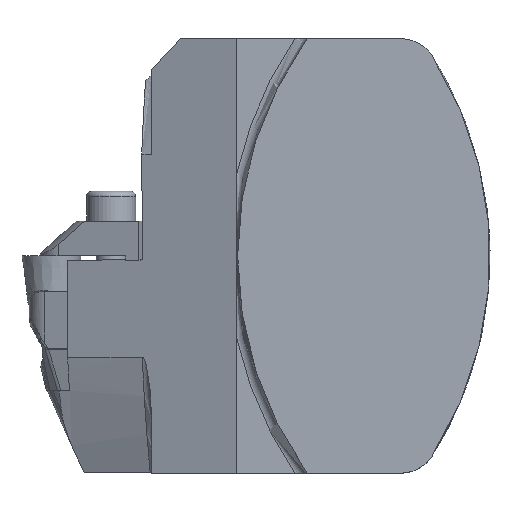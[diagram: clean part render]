
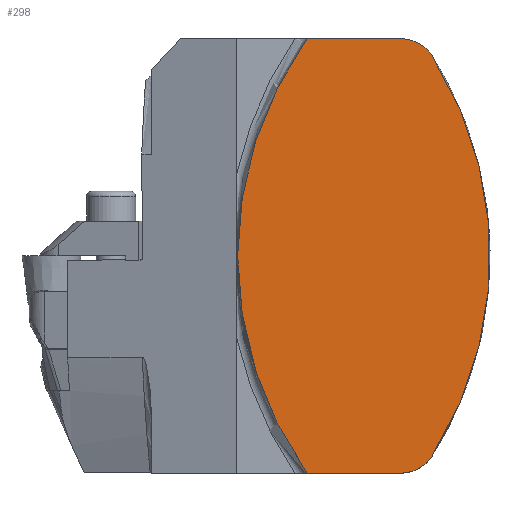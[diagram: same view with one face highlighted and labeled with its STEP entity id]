
A CAD part, top view. The second image highlights one B-rep face of the part: STEP entity #298.
In plain terms, the highlighted planar face has unit normal (0, 0, 1).
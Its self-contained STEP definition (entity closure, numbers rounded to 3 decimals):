
#203=CIRCLE('',#1990,60.25);
#208=CIRCLE('',#1999,60.25);
#210=CIRCLE('',#2002,6.);
#212=CIRCLE('',#2005,6.);
#298=ADVANCED_FACE('',(#455),#383,.T.);
#383=PLANE('',#2075);
#455=FACE_OUTER_BOUND('',#559,.T.);
#559=EDGE_LOOP('',(#1176,#1177,#1178,#1179,#1180,#1181));
#625=LINE('',#2759,#766);
#635=LINE('',#2803,#776);
#766=VECTOR('',#2218,1.);
#776=VECTOR('',#2232,1.);
#1176=ORIENTED_EDGE('',*,*,#1625,.F.);
#1177=ORIENTED_EDGE('',*,*,#1640,.F.);
#1178=ORIENTED_EDGE('',*,*,#1607,.T.);
#1179=ORIENTED_EDGE('',*,*,#1642,.F.);
#1180=ORIENTED_EDGE('',*,*,#1613,.T.);
#1181=ORIENTED_EDGE('',*,*,#1638,.F.);
#1434=VERTEX_POINT('',#2747);
#1435=VERTEX_POINT('',#2748);
#1440=VERTEX_POINT('',#2760);
#1441=VERTEX_POINT('',#2761);
#1452=VERTEX_POINT('',#2802);
#1453=VERTEX_POINT('',#2804);
#1607=EDGE_CURVE('',#1434,#1435,#203,.T.);
#1613=EDGE_CURVE('',#1440,#1441,#625,.T.);
#1625=EDGE_CURVE('',#1452,#1453,#635,.T.);
#1638=EDGE_CURVE('',#1453,#1441,#208,.T.);
#1640=EDGE_CURVE('',#1434,#1452,#210,.T.);
#1642=EDGE_CURVE('',#1440,#1435,#212,.T.);
#1990=AXIS2_PLACEMENT_3D('',#2746,#2206,#2207);
#1999=AXIS2_PLACEMENT_3D('',#2874,#2245,#2246);
#2002=AXIS2_PLACEMENT_3D('',#2877,#2251,#2252);
#2005=AXIS2_PLACEMENT_3D('',#2880,#2257,#2258);
#2075=AXIS2_PLACEMENT_3D('',#3155,#2467,#2468);
#2206=DIRECTION('',(0.,0.,1.));
#2207=DIRECTION('',(1.,0.,0.));
#2218=DIRECTION('',(-1.,0.,0.));
#2232=DIRECTION('',(-1.,0.,0.));
#2245=DIRECTION('',(0.,0.,-1.));
#2246=DIRECTION('',(1.,0.,0.));
#2251=DIRECTION('',(0.,0.,-1.));
#2252=DIRECTION('',(1.,0.,0.));
#2257=DIRECTION('',(0.,0.,-1.));
#2258=DIRECTION('',(1.,0.,0.));
#2467=DIRECTION('',(0.,0.,1.));
#2468=DIRECTION('',(1.,0.,0.));
#2746=CARTESIAN_POINT('',(-39.85,0.,0.));
#2747=CARTESIAN_POINT('',(11.069,-32.207,0.));
#2748=CARTESIAN_POINT('',(11.069,32.207,0.));
#2759=CARTESIAN_POINT('',(-47.425,35.,0.));
#2760=CARTESIAN_POINT('',(5.998,35.,0.));
#2761=CARTESIAN_POINT('',(-9.041,35.,0.));
#2802=CARTESIAN_POINT('',(5.998,-35.,0.));
#2803=CARTESIAN_POINT('',(-47.425,-35.,0.));
#2804=CARTESIAN_POINT('',(-9.041,-35.,0.));
#2874=CARTESIAN_POINT('',(40.,0.,0.));
#2877=CARTESIAN_POINT('',(5.998,-29.,0.));
#2880=CARTESIAN_POINT('',(5.998,29.,0.));
#3155=CARTESIAN_POINT('',(0.,0.,0.));
